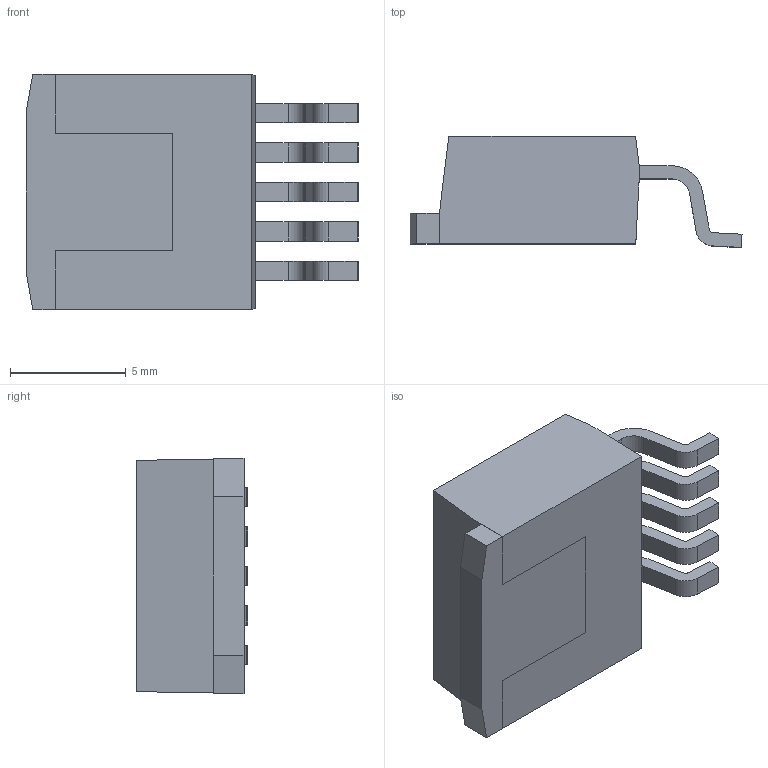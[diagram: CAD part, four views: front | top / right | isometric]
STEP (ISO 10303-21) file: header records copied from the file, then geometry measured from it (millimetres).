
FILE_DESCRIPTION (( 'STEP AP214' ),'1' );
FILE_NAME ('LM2596S-3.3.STEP','2019-07-28T07:53:21',( '' ),( '' ),'SwSTEP 2.0','SolidWorks 2017','' );
FILE_SCHEMA (( 'AUTOMOTIVE_DESIGN' ));
Length unit declared in the file: inch
Products named in the file (1): LM2596S-3.3
Bounding box: 14.35 x 4.8 x 10.16 mm (x, y, z)
Volume: 426.2 mm3; surface area: 568.6 mm2
Topology: 7 solids, 7 shells, 99 faces, 250 edges, 166 vertices
Faces by surface type: plane 77, cylinder 22
Entity records: 2113 total; most frequent: ORIENTED_EDGE 500, EDGE_CURVE 250, CARTESIAN_POINT 228, LINE 206, VERTEX_POINT 161, AXIS2_PLACEMENT_3D 126, EDGE_LOOP 100, ADVANCED_FACE 99
